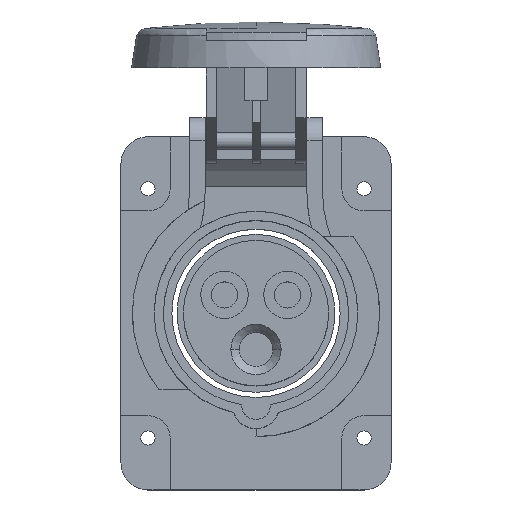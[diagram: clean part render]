
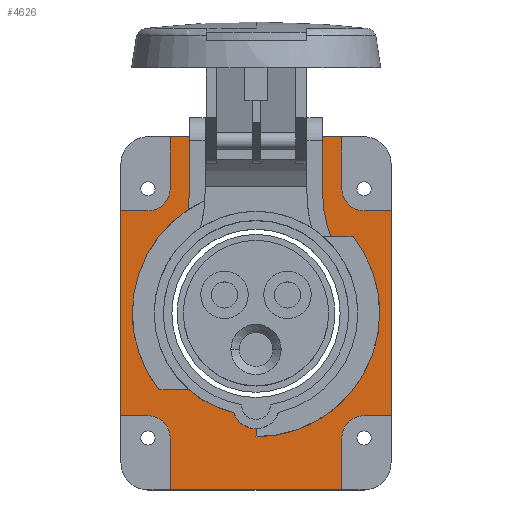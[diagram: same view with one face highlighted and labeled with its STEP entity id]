
A CAD part, top view. The second image highlights one B-rep face of the part: STEP entity #4626.
In plain terms, the highlighted planar face has unit normal (0, 0, 1).
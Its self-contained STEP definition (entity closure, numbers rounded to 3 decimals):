
#3118=DIRECTION('',(0.,-1.,0.));
#3119=VECTOR('',#3118,12.5);
#3120=CARTESIAN_POINT('',(-20.645,-30.,-38.5));
#3121=LINE('',#3120,#3119);
#3122=CARTESIAN_POINT('',(26.,30.,-38.5));
#3123=DIRECTION('',(0.,0.,1.));
#3124=DIRECTION('',(-1.,0.,0.));
#3125=AXIS2_PLACEMENT_3D('',#3122,#3123,#3124);
#3127=DIRECTION('',(1.,0.,0.));
#3128=VECTOR('',#3127,6.5);
#3129=CARTESIAN_POINT('',(26.,24.645,-38.5));
#3130=LINE('',#3129,#3128);
#3131=DIRECTION('',(0.,-1.,0.));
#3132=VECTOR('',#3131,49.29);
#3133=CARTESIAN_POINT('',(32.5,24.645,-38.5));
#3134=LINE('',#3133,#3132);
#3135=CARTESIAN_POINT('',(26.,-30.,-38.5));
#3136=DIRECTION('',(0.,0.,1.));
#3137=DIRECTION('',(0.,1.,0.));
#3138=AXIS2_PLACEMENT_3D('',#3135,#3136,#3137);
#3140=DIRECTION('',(0.,-1.,0.));
#3141=VECTOR('',#3140,12.5);
#3142=CARTESIAN_POINT('',(20.645,-30.,-38.5));
#3143=LINE('',#3142,#3141);
#3144=DIRECTION('',(-1.,0.,0.));
#3145=VECTOR('',#3144,41.29);
#3146=CARTESIAN_POINT('',(20.645,-42.5,-38.5));
#3147=LINE('',#3146,#3145);
#3148=CARTESIAN_POINT('',(-26.,-30.,-38.5));
#3149=DIRECTION('',(0.,0.,1.));
#3150=DIRECTION('',(1.,0.,0.));
#3151=AXIS2_PLACEMENT_3D('',#3148,#3149,#3150);
#3153=DIRECTION('',(-1.,0.,0.));
#3154=VECTOR('',#3153,6.5);
#3155=CARTESIAN_POINT('',(-26.,-24.645,-38.5));
#3156=LINE('',#3155,#3154);
#3157=DIRECTION('',(0.,1.,0.));
#3158=VECTOR('',#3157,49.29);
#3159=CARTESIAN_POINT('',(-32.5,-24.645,-38.5));
#3160=LINE('',#3159,#3158);
#3161=CARTESIAN_POINT('',(-26.,30.,-38.5));
#3162=DIRECTION('',(0.,0.,1.));
#3163=DIRECTION('',(0.,-1.,0.));
#3164=AXIS2_PLACEMENT_3D('',#3161,#3162,#3163);
#3166=DIRECTION('',(0.,1.,0.));
#3167=VECTOR('',#3166,12.5);
#3168=CARTESIAN_POINT('',(-20.645,30.,-38.5));
#3169=LINE('',#3168,#3167);
#3170=CARTESIAN_POINT('',(0.,-22.1,-38.5));
#3171=DIRECTION('',(0.,0.,1.));
#3172=DIRECTION('',(-0.949,-0.315,0.));
#3173=AXIS2_PLACEMENT_3D('',#3170,#3171,#3172);
#3175=CARTESIAN_POINT('',(0.,0.,-38.5));
#3176=DIRECTION('',(0.,0.,1.));
#3177=DIRECTION('',(0.221,-0.975,0.));
#3178=AXIS2_PLACEMENT_3D('',#3175,#3176,#3177);
#3180=CARTESIAN_POINT('',(0.,0.,-38.5));
#3181=DIRECTION('',(0.,0.,1.));
#3182=DIRECTION('',(1.,0.,0.));
#3183=AXIS2_PLACEMENT_3D('',#3180,#3181,#3182);
#3185=CARTESIAN_POINT('',(46.,29.228,-38.5));
#3186=DIRECTION('',(0.,0.,-1.));
#3187=DIRECTION('',(-0.847,-0.532,0.));
#3188=AXIS2_PLACEMENT_3D('',#3185,#3186,#3187);
#3190=DIRECTION('',(0.,1.,0.));
#3191=VECTOR('',#3190,4.027);
#3192=CARTESIAN_POINT('',(16.,29.228,-38.5));
#3193=LINE('',#3192,#3191);
#3194=CARTESIAN_POINT('',(-46.,29.228,-38.5));
#3195=DIRECTION('',(0.,0.,-1.));
#3196=DIRECTION('',(1.,0.,0.));
#3197=AXIS2_PLACEMENT_3D('',#3194,#3195,#3196);
#3199=CARTESIAN_POINT('',(0.,0.,-38.5));
#3200=DIRECTION('',(0.,0.,1.));
#3201=DIRECTION('',(-0.843,0.538,0.));
#3202=AXIS2_PLACEMENT_3D('',#3199,#3200,#3201);
#3204=CARTESIAN_POINT('',(0.,0.,-38.5));
#3205=DIRECTION('',(0.,0.,1.));
#3206=DIRECTION('',(-1.,0.,0.));
#3207=AXIS2_PLACEMENT_3D('',#3204,#3205,#3206);
#3209=DIRECTION('',(-1.,0.,0.));
#3210=VECTOR('',#3209,41.29);
#3211=CARTESIAN_POINT('',(20.645,42.5,-38.5));
#3212=LINE('',#3211,#3210);
#3233=DIRECTION('',(-1.,0.,0.));
#3234=VECTOR('',#3233,6.5);
#3235=CARTESIAN_POINT('',(-26.,24.645,-38.5));
#3236=LINE('',#3235,#3234);
#3427=DIRECTION('',(1.,0.,0.));
#3428=VECTOR('',#3427,6.5);
#3429=CARTESIAN_POINT('',(26.,-24.645,-38.5));
#3430=LINE('',#3429,#3428);
#3451=DIRECTION('',(0.,1.,0.));
#3452=VECTOR('',#3451,12.5);
#3453=CARTESIAN_POINT('',(20.645,30.,-38.5));
#3454=LINE('',#3453,#3452);
#3718=DIRECTION('',(0.,1.,0.));
#3719=VECTOR('',#3718,4.027);
#3720=CARTESIAN_POINT('',(-16.,29.228,-38.5));
#3721=LINE('',#3720,#3719);
#3740=DIRECTION('',(1.,0.,0.));
#3741=VECTOR('',#3740,32.);
#3742=CARTESIAN_POINT('',(-16.,33.255,-38.5));
#3743=LINE('',#3742,#3741);
#4210=CARTESIAN_POINT('',(-20.645,-42.5,-38.5));
#4212=VERTEX_POINT('',#4210);
#4213=CARTESIAN_POINT('',(20.645,-42.5,-38.5));
#4214=VERTEX_POINT('',#4213);
#4225=CARTESIAN_POINT('',(-20.645,-30.,-38.5));
#4226=VERTEX_POINT('',#4225);
#4229=CARTESIAN_POINT('',(20.645,42.5,-38.5));
#4230=CARTESIAN_POINT('',(-20.645,42.5,-38.5));
#4231=VERTEX_POINT('',#4229);
#4232=VERTEX_POINT('',#4230);
#4233=CARTESIAN_POINT('',(20.645,30.,-38.5));
#4234=VERTEX_POINT('',#4233);
#4235=CARTESIAN_POINT('',(26.,24.645,-38.5));
#4236=VERTEX_POINT('',#4235);
#4237=CARTESIAN_POINT('',(32.5,24.645,-38.5));
#4238=VERTEX_POINT('',#4237);
#4239=CARTESIAN_POINT('',(32.5,-24.645,-38.5));
#4240=VERTEX_POINT('',#4239);
#4241=CARTESIAN_POINT('',(26.,-24.645,-38.5));
#4242=VERTEX_POINT('',#4241);
#4243=CARTESIAN_POINT('',(20.645,-30.,-38.5));
#4244=VERTEX_POINT('',#4243);
#4245=CARTESIAN_POINT('',(-26.,-24.645,-38.5));
#4246=VERTEX_POINT('',#4245);
#4247=CARTESIAN_POINT('',(-32.5,-24.645,-38.5));
#4248=VERTEX_POINT('',#4247);
#4249=CARTESIAN_POINT('',(-32.5,24.645,-38.5));
#4250=VERTEX_POINT('',#4249);
#4251=CARTESIAN_POINT('',(-26.,24.645,-38.5));
#4252=VERTEX_POINT('',#4251);
#4253=CARTESIAN_POINT('',(-20.645,30.,-38.5));
#4254=VERTEX_POINT('',#4253);
#4255=CARTESIAN_POINT('',(-5.41,-23.896,-38.5));
#4256=CARTESIAN_POINT('',(5.41,-23.896,-38.5));
#4257=VERTEX_POINT('',#4255);
#4258=VERTEX_POINT('',#4256);
#4259=CARTESIAN_POINT('',(24.501,0.,-38.5));
#4260=VERTEX_POINT('',#4259);
#4261=CARTESIAN_POINT('',(20.604,13.257,-38.5));
#4262=VERTEX_POINT('',#4261);
#4263=CARTESIAN_POINT('',(16.,29.228,-38.5));
#4264=VERTEX_POINT('',#4263);
#4265=CARTESIAN_POINT('',(16.,33.255,-38.5));
#4266=VERTEX_POINT('',#4265);
#4267=CARTESIAN_POINT('',(-16.,33.255,-38.5));
#4268=VERTEX_POINT('',#4267);
#4269=CARTESIAN_POINT('',(-16.,29.228,-38.5));
#4270=VERTEX_POINT('',#4269);
#4271=CARTESIAN_POINT('',(-20.657,13.173,-38.5));
#4272=VERTEX_POINT('',#4271);
#4273=CARTESIAN_POINT('',(-24.5,0.,-38.5));
#4274=VERTEX_POINT('',#4273);
#4567=CARTESIAN_POINT('',(0.,0.,-38.5));
#4568=DIRECTION('',(0.,0.,1.));
#4569=DIRECTION('',(1.,0.,0.));
#4570=AXIS2_PLACEMENT_3D('',#4567,#4568,#4569);
#4571=PLANE('',#4570);
#4573=ORIENTED_EDGE('',*,*,#4572,.F.);
#4575=ORIENTED_EDGE('',*,*,#4574,.F.);
#4577=ORIENTED_EDGE('',*,*,#4576,.T.);
#4579=ORIENTED_EDGE('',*,*,#4578,.T.);
#4581=ORIENTED_EDGE('',*,*,#4580,.T.);
#4583=ORIENTED_EDGE('',*,*,#4582,.F.);
#4585=ORIENTED_EDGE('',*,*,#4584,.T.);
#4587=ORIENTED_EDGE('',*,*,#4586,.T.);
#4588=ORIENTED_EDGE('',*,*,#4535,.T.);
#4589=ORIENTED_EDGE('',*,*,#4557,.F.);
#4591=ORIENTED_EDGE('',*,*,#4590,.T.);
#4593=ORIENTED_EDGE('',*,*,#4592,.T.);
#4595=ORIENTED_EDGE('',*,*,#4594,.T.);
#4597=ORIENTED_EDGE('',*,*,#4596,.F.);
#4599=ORIENTED_EDGE('',*,*,#4598,.T.);
#4601=ORIENTED_EDGE('',*,*,#4600,.T.);
#4602=EDGE_LOOP('',(#4573,#4575,#4577,#4579,#4581,#4583,#4585,#4587,#4588,#4589,
#4591,#4593,#4595,#4597,#4599,#4601));
#4603=FACE_OUTER_BOUND('',#4602,.F.);
#4605=ORIENTED_EDGE('',*,*,#4604,.T.);
#4607=ORIENTED_EDGE('',*,*,#4606,.T.);
#4609=ORIENTED_EDGE('',*,*,#4608,.T.);
#4611=ORIENTED_EDGE('',*,*,#4610,.T.);
#4613=ORIENTED_EDGE('',*,*,#4612,.T.);
#4615=ORIENTED_EDGE('',*,*,#4614,.F.);
#4617=ORIENTED_EDGE('',*,*,#4616,.F.);
#4619=ORIENTED_EDGE('',*,*,#4618,.T.);
#4621=ORIENTED_EDGE('',*,*,#4620,.T.);
#4623=ORIENTED_EDGE('',*,*,#4622,.T.);
#4624=EDGE_LOOP('',(#4605,#4607,#4609,#4611,#4613,#4615,#4617,#4619,#4621,
#4623));
#4625=FACE_BOUND('',#4624,.F.);
#4626=ADVANCED_FACE('',(#4603,#4625),#4571,.T.);
#3126=CIRCLE('',#3125,5.355);
#3139=CIRCLE('',#3138,5.355);
#3152=CIRCLE('',#3151,5.355);
#3165=CIRCLE('',#3164,5.355);
#3174=CIRCLE('',#3173,5.7);
#3179=CIRCLE('',#3178,24.5);
#3184=CIRCLE('',#3183,24.5);
#3189=CIRCLE('',#3188,30.);
#3198=CIRCLE('',#3197,30.);
#3203=CIRCLE('',#3202,24.5);
#3208=CIRCLE('',#3207,24.5);
#4535=EDGE_CURVE('',#4214,#4212,#3147,.T.);
#4557=EDGE_CURVE('',#4226,#4212,#3121,.T.);
#4572=EDGE_CURVE('',#4231,#4232,#3212,.T.);
#4574=EDGE_CURVE('',#4234,#4231,#3454,.T.);
#4576=EDGE_CURVE('',#4234,#4236,#3126,.T.);
#4578=EDGE_CURVE('',#4236,#4238,#3130,.T.);
#4580=EDGE_CURVE('',#4238,#4240,#3134,.T.);
#4582=EDGE_CURVE('',#4242,#4240,#3430,.T.);
#4584=EDGE_CURVE('',#4242,#4244,#3139,.T.);
#4586=EDGE_CURVE('',#4244,#4214,#3143,.T.);
#4590=EDGE_CURVE('',#4226,#4246,#3152,.T.);
#4592=EDGE_CURVE('',#4246,#4248,#3156,.T.);
#4594=EDGE_CURVE('',#4248,#4250,#3160,.T.);
#4596=EDGE_CURVE('',#4252,#4250,#3236,.T.);
#4598=EDGE_CURVE('',#4252,#4254,#3165,.T.);
#4600=EDGE_CURVE('',#4254,#4232,#3169,.T.);
#4604=EDGE_CURVE('',#4257,#4258,#3174,.T.);
#4606=EDGE_CURVE('',#4258,#4260,#3179,.T.);
#4608=EDGE_CURVE('',#4260,#4262,#3184,.T.);
#4610=EDGE_CURVE('',#4262,#4264,#3189,.T.);
#4612=EDGE_CURVE('',#4264,#4266,#3193,.T.);
#4614=EDGE_CURVE('',#4268,#4266,#3743,.T.);
#4616=EDGE_CURVE('',#4270,#4268,#3721,.T.);
#4618=EDGE_CURVE('',#4270,#4272,#3198,.T.);
#4620=EDGE_CURVE('',#4272,#4274,#3203,.T.);
#4622=EDGE_CURVE('',#4274,#4257,#3208,.T.);
